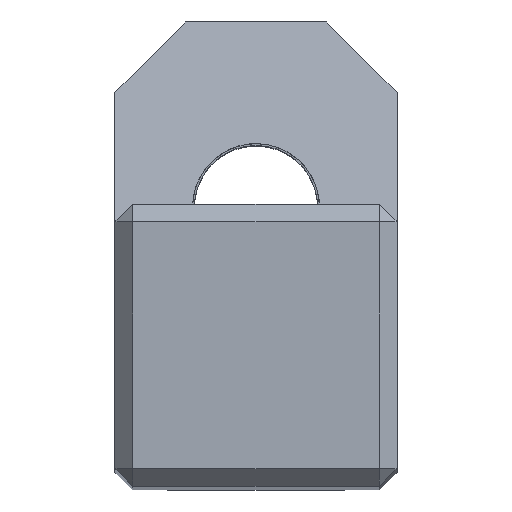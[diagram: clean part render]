
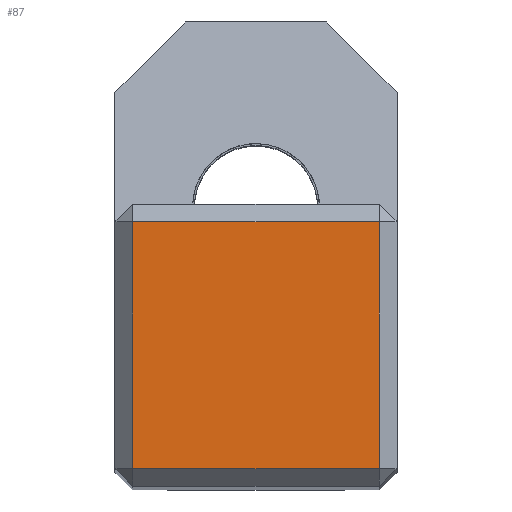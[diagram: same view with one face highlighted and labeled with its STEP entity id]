
A CAD part, top view. The second image highlights one B-rep face of the part: STEP entity #87.
In plain terms, the highlighted planar face has unit normal (0, 0, 1).
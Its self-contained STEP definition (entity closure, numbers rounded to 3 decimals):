
#39=PLANE('',#788);
#87=ADVANCED_FACE('',(#128),#39,.T.);
#128=FACE_OUTER_BOUND('',#172,.T.);
#172=EDGE_LOOP('',(#463,#464,#465,#466));
#261=LINE('',#1346,#340);
#262=LINE('',#1349,#341);
#263=LINE('',#1351,#342);
#264=LINE('',#1353,#343);
#340=VECTOR('',#923,1.);
#341=VECTOR('',#924,1.);
#342=VECTOR('',#925,1.);
#343=VECTOR('',#926,1.);
#463=ORIENTED_EDGE('',*,*,#705,.T.);
#464=ORIENTED_EDGE('',*,*,#706,.T.);
#465=ORIENTED_EDGE('',*,*,#707,.T.);
#466=ORIENTED_EDGE('',*,*,#708,.T.);
#623=VERTEX_POINT('',#1347);
#624=VERTEX_POINT('',#1348);
#625=VERTEX_POINT('',#1350);
#626=VERTEX_POINT('',#1352);
#705=EDGE_CURVE('',#623,#624,#261,.T.);
#706=EDGE_CURVE('',#624,#625,#262,.T.);
#707=EDGE_CURVE('',#625,#626,#263,.T.);
#708=EDGE_CURVE('',#626,#623,#264,.T.);
#788=AXIS2_PLACEMENT_3D('',#1354,#927,#928);
#923=DIRECTION('',(1.,0.,0.));
#924=DIRECTION('',(0.,1.,0.));
#925=DIRECTION('',(-1.,0.,0.));
#926=DIRECTION('',(0.,-1.,0.));
#927=DIRECTION('',(0.,0.,1.));
#928=DIRECTION('',(0.,-1.,0.));
#1346=CARTESIAN_POINT('',(0.,1.,0.));
#1347=CARTESIAN_POINT('',(-15.,1.,0.));
#1348=CARTESIAN_POINT('',(-1.,1.,0.));
#1349=CARTESIAN_POINT('',(-1.,0.,0.));
#1350=CARTESIAN_POINT('',(-1.,15.,0.));
#1351=CARTESIAN_POINT('',(0.,15.,0.));
#1352=CARTESIAN_POINT('',(-15.,15.,0.));
#1353=CARTESIAN_POINT('',(-15.,0.,0.));
#1354=CARTESIAN_POINT('',(0.,0.,0.));
